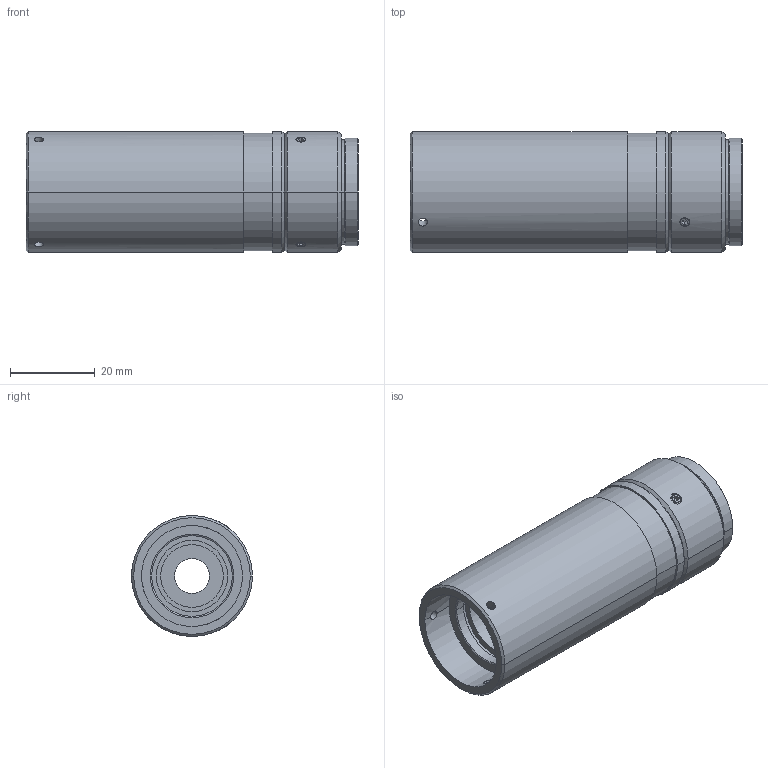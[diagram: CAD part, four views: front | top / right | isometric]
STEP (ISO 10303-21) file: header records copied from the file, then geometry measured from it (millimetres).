
FILE_DESCRIPTION((''),'2;1');
FILE_NAME('61445_0.stp','2005-04-25T08:09:14',('PODLENA'),(''),'Autodesk Inventor 9','Autodesk Inventor 9','');
FILE_SCHEMA(('AUTOMOTIVE_DESIGN { 1 0 10303 214 1 1 1 1 }'));
Length unit declared in the file: inch
Products named in the file (5): Assembly2; 61445_0; 61423; 61433; 7108
Assembly tree (6 placements, depth 3):
  Assembly2
    61445_0
      61423
      61433
      7108  x3
Bounding box: 78.41 x 28.57 x 28.57 mm (x, y, z)
Volume: 30406.7 mm3; surface area: 14839 mm2
Topology: 5 solids, 5 shells, 138 faces, 307 edges, 194 vertices
Faces by surface type: cylinder 46, plane 44, cone 30, bspline 12, sphere 6
Entity records: 3761 total; most frequent: CARTESIAN_POINT 1144, DIRECTION 546, ORIENTED_EDGE 490, EDGE_CURVE 245, AXIS2_PLACEMENT_3D 222, VERTEX_POINT 154, EDGE_LOOP 139, CIRCLE 113
